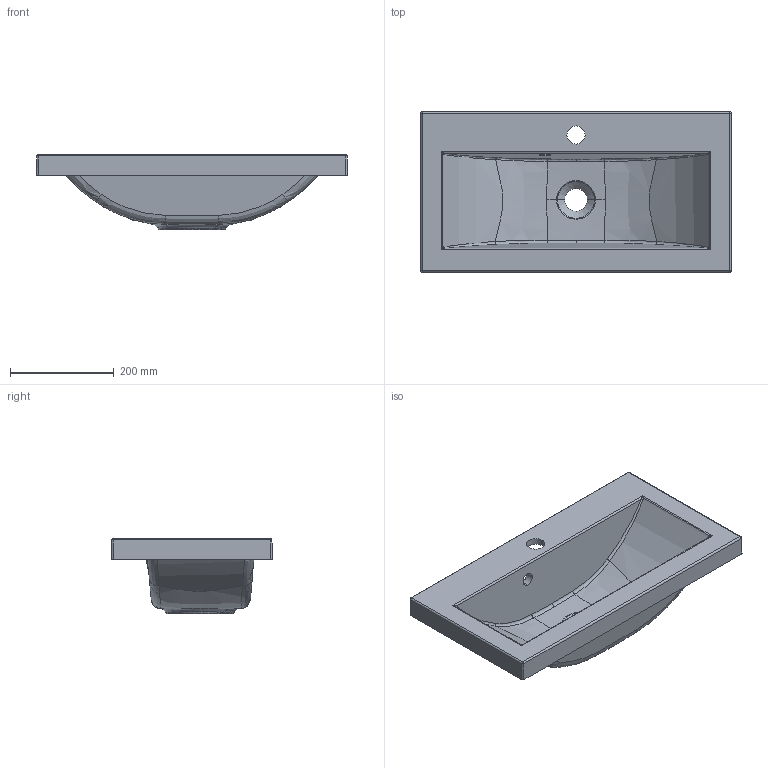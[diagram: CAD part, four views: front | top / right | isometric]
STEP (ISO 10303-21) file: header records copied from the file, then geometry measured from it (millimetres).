
FILE_DESCRIPTION (( 'STEP AP203' ), '1' );
FILE_NAME ('6229990611.STEP', '2020-12-15T21:40:35', ( '' ), ( '' ), 'SwSTEP 2.0', 'SolidWorks 2019', '' );
FILE_SCHEMA (( 'CONFIG_CONTROL_DESIGN' ));
Length unit declared in the file: millimetre
Products named in the file (1): 6229990611
Bounding box: 600 x 310 x 145 mm (x, y, z)
Volume: 4792369.1 mm3; surface area: 661214.7 mm2
Topology: 1 solids, 1 shells, 192 faces, 458 edges, 259 vertices
Faces by surface type: bspline 81, cylinder 51, plane 27, sphere 14, cone 10, torus 9
Entity records: 9265 total; most frequent: CARTESIAN_POINT 5487, ORIENTED_EDGE 898, DIRECTION 626, EDGE_CURVE 449, VERTEX_POINT 259, AXIS2_PLACEMENT_3D 256, EDGE_LOOP 198, ADVANCED_FACE 192
